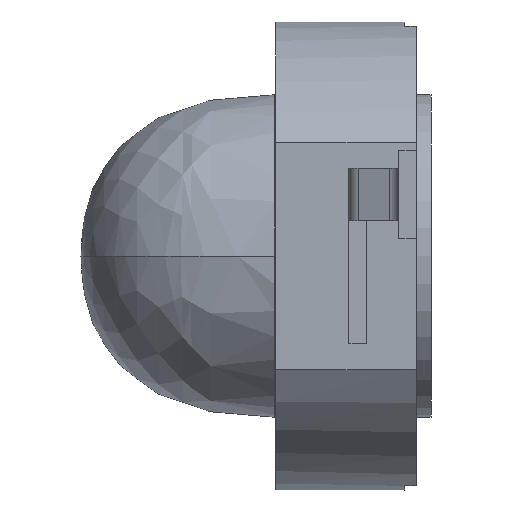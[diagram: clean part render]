
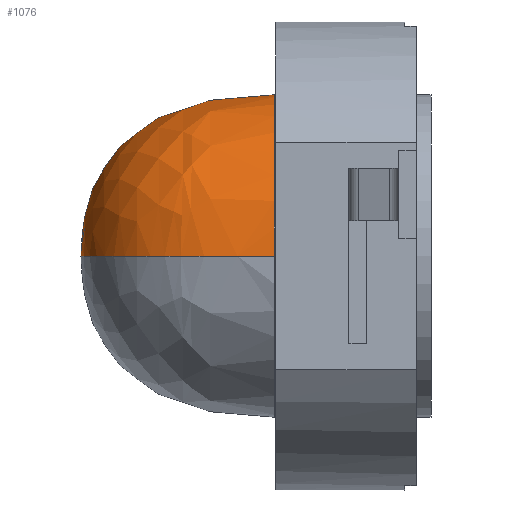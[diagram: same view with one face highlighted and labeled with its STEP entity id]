
A CAD part, left-side view. The second image highlights one B-rep face of the part: STEP entity #1076.
In plain terms, the highlighted free-form (B-spline) face has degree [2, 2] with [4, 9] control points.
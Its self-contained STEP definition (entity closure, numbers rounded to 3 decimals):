
#351=FACE_OUTER_BOUND('',#410,.T.);
#410=EDGE_LOOP('',(#766,#767,#768));
#473=CIRCLE('',#1243,2.75);
#507=B_SPLINE_CURVE_WITH_KNOTS('',3,(#1692,#1693,#1694,#1695,#1696,#1697,
#1698),.UNSPECIFIED.,.F.,.F.,(4,3,4),(-1.,-0.796,0.),
 .UNSPECIFIED.);
#508=(
BOUNDED_CURVE()
B_SPLINE_CURVE(2,(#1687,#1688,#1689,#1690),.UNSPECIFIED.,.F.,.F.)
B_SPLINE_CURVE_WITH_KNOTS((3,1,3),(-1.,-0.796,0.),
 .UNSPECIFIED.)
CURVE()
GEOMETRIC_REPRESENTATION_ITEM()
RATIONAL_B_SPLINE_CURVE((1.,1.,1.,1.))
REPRESENTATION_ITEM('')
);
#509=VERTEX_POINT('',#1685);
#510=VERTEX_POINT('',#1686);
#511=VERTEX_POINT('',#1691);
#612=EDGE_CURVE('',#509,#510,#508,.T.);
#613=EDGE_CURVE('',#509,#511,#507,.T.);
#614=EDGE_CURVE('',#510,#511,#473,.T.);
#766=ORIENTED_EDGE('',*,*,#612,.F.);
#767=ORIENTED_EDGE('',*,*,#613,.T.);
#768=ORIENTED_EDGE('',*,*,#614,.F.);
#1074=(
BOUNDED_SURFACE()
B_SPLINE_SURFACE(2,2,((#1649,#1650,#1651,#1652,#1653,#1654,#1655,#1656,
#1657),(#1658,#1659,#1660,#1661,#1662,#1663,#1664,#1665,#1666),(#1667,#1668,
#1669,#1670,#1671,#1672,#1673,#1674,#1675),(#1676,#1677,#1678,#1679,#1680,
#1681,#1682,#1683,#1684)),.UNSPECIFIED.,.F.,.T.,.F.)
B_SPLINE_SURFACE_WITH_KNOTS((3,1,3),(3,2,2,2,3),(0.,0.796,1.),
(0.,1.571,3.142,4.712,6.283),
 .UNSPECIFIED.)
GEOMETRIC_REPRESENTATION_ITEM()
RATIONAL_B_SPLINE_SURFACE(((1.,0.707,1.,0.707,1.,
0.707,1.,0.707,1.),(1.,0.707,1.,0.707,
1.,0.707,1.,0.707,1.),(1.,0.707,1.,
0.707,1.,0.707,1.,0.707,1.),(1.,0.707,
1.,0.707,1.,0.707,1.,0.707,1.)))
REPRESENTATION_ITEM('')
SURFACE()
);
#1076=ADVANCED_FACE('',(#351),#1074,.T.);
#1243=AXIS2_PLACEMENT_3D('',#1699,#1341,#1342);
#1341=DIRECTION('center_axis',(0.,-1.,0.));
#1342=DIRECTION('ref_axis',(1.,0.,0.));
#1649=CARTESIAN_POINT('Ctrl Pts',(2.75,2.4,0.));
#1650=CARTESIAN_POINT('Ctrl Pts',(2.75,2.4,2.75));
#1651=CARTESIAN_POINT('Ctrl Pts',(0.,2.4,2.75));
#1652=CARTESIAN_POINT('Ctrl Pts',(-2.75,2.4,2.75));
#1653=CARTESIAN_POINT('Ctrl Pts',(-2.75,2.4,0.));
#1654=CARTESIAN_POINT('Ctrl Pts',(-2.75,2.4,-2.75));
#1655=CARTESIAN_POINT('Ctrl Pts',(0.,2.4,-2.75));
#1656=CARTESIAN_POINT('Ctrl Pts',(2.75,2.4,-2.75));
#1657=CARTESIAN_POINT('Ctrl Pts',(2.75,2.4,0.));
#1658=CARTESIAN_POINT('Ctrl Pts',(2.768,4.804,0.));
#1659=CARTESIAN_POINT('Ctrl Pts',(2.768,4.804,2.768));
#1660=CARTESIAN_POINT('Ctrl Pts',(0.,4.804,
2.768));
#1661=CARTESIAN_POINT('Ctrl Pts',(-2.768,4.804,2.768));
#1662=CARTESIAN_POINT('Ctrl Pts',(-2.768,4.804,0.));
#1663=CARTESIAN_POINT('Ctrl Pts',(-2.768,4.804,-2.768));
#1664=CARTESIAN_POINT('Ctrl Pts',(0.,4.804,
-2.768));
#1665=CARTESIAN_POINT('Ctrl Pts',(2.768,4.804,-2.768));
#1666=CARTESIAN_POINT('Ctrl Pts',(2.768,4.804,0.));
#1667=CARTESIAN_POINT('Ctrl Pts',(0.735,5.678,0.));
#1668=CARTESIAN_POINT('Ctrl Pts',(0.735,5.678,0.735));
#1669=CARTESIAN_POINT('Ctrl Pts',(0.,5.678,
0.735));
#1670=CARTESIAN_POINT('Ctrl Pts',(-0.735,5.678,0.735));
#1671=CARTESIAN_POINT('Ctrl Pts',(-0.735,5.678,0.));
#1672=CARTESIAN_POINT('Ctrl Pts',(-0.735,5.678,-0.735));
#1673=CARTESIAN_POINT('Ctrl Pts',(0.,5.678,
-0.735));
#1674=CARTESIAN_POINT('Ctrl Pts',(0.735,5.678,-0.735));
#1675=CARTESIAN_POINT('Ctrl Pts',(0.735,5.678,0.));
#1676=CARTESIAN_POINT('Ctrl Pts',(0.,5.7,0.));
#1677=CARTESIAN_POINT('Ctrl Pts',(0.,5.7,0.));
#1678=CARTESIAN_POINT('Ctrl Pts',(0.,5.7,0.));
#1679=CARTESIAN_POINT('Ctrl Pts',(0.,5.7,0.));
#1680=CARTESIAN_POINT('Ctrl Pts',(0.,5.7,0.));
#1681=CARTESIAN_POINT('Ctrl Pts',(0.,5.7,0.));
#1682=CARTESIAN_POINT('Ctrl Pts',(0.,5.7,0.));
#1683=CARTESIAN_POINT('Ctrl Pts',(0.,5.7,0.));
#1684=CARTESIAN_POINT('Ctrl Pts',(0.,5.7,0.));
#1685=CARTESIAN_POINT('',(0.,5.7,0.));
#1686=CARTESIAN_POINT('',(2.75,2.4,0.));
#1687=CARTESIAN_POINT('Ctrl Pts',(0.,5.7,0.));
#1688=CARTESIAN_POINT('Ctrl Pts',(0.735,5.678,0.));
#1689=CARTESIAN_POINT('Ctrl Pts',(2.768,4.804,0.));
#1690=CARTESIAN_POINT('Ctrl Pts',(2.75,2.4,0.));
#1691=CARTESIAN_POINT('',(-2.75,2.4,0.));
#1692=CARTESIAN_POINT('Ctrl Pts',(0.,5.7,0.));
#1693=CARTESIAN_POINT('Ctrl Pts',(-0.49,5.686,0.));
#1694=CARTESIAN_POINT('Ctrl Pts',(-0.874,5.619,0.));
#1695=CARTESIAN_POINT('Ctrl Pts',(-1.15,5.5,0.));
#1696=CARTESIAN_POINT('Ctrl Pts',(-2.229,5.036,0.));
#1697=CARTESIAN_POINT('Ctrl Pts',(-2.762,4.003,0.));
#1698=CARTESIAN_POINT('Ctrl Pts',(-2.75,2.4,0.));
#1699=CARTESIAN_POINT('Origin',(0.,2.4,0.));
